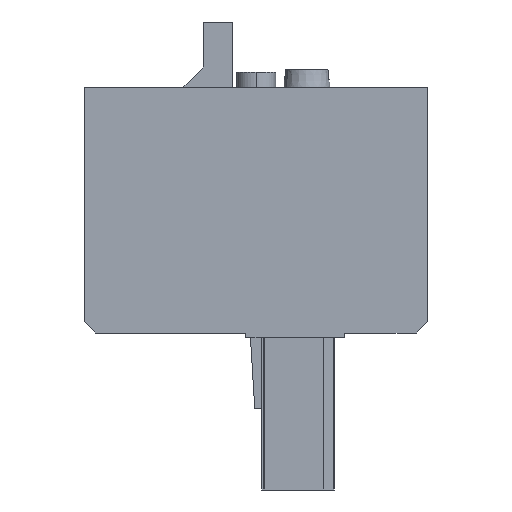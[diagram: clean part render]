
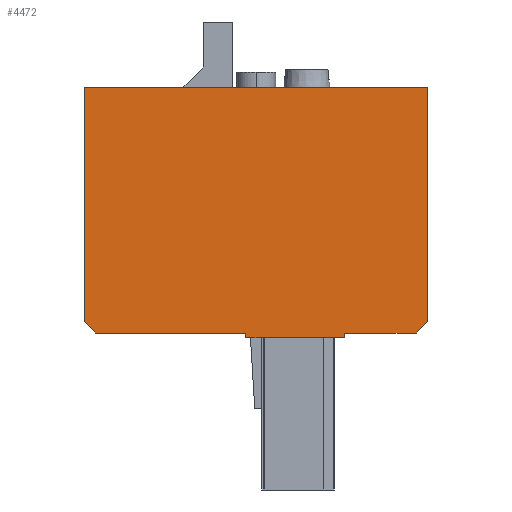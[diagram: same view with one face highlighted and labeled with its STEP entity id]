
A CAD part, left-side view. The second image highlights one B-rep face of the part: STEP entity #4472.
In plain terms, the highlighted planar face has unit normal (-1, 0, 0).
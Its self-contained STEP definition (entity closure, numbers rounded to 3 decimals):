
#4404=AXIS2_PLACEMENT_3D('Plane Axis2P3D',#4401,#4402,#4403) ;
#3330=CARTESIAN_POINT('Vertex',(0.,35.05,41.05)) ;
#3333=CARTESIAN_POINT('Line Origine',(0.,17.525,41.05)) ;
#3337=CARTESIAN_POINT('Vertex',(0.,0.,41.05)) ;
#4109=CARTESIAN_POINT('Line Origine',(0.,35.05,29.125)) ;
#4113=CARTESIAN_POINT('Vertex',(0.,35.05,17.2)) ;
#4401=CARTESIAN_POINT('Axis2P3D Location',(0.,0.,0.)) ;
#4406=CARTESIAN_POINT('Line Origine',(0.,0.,29.125)) ;
#4410=CARTESIAN_POINT('Vertex',(0.,0.,17.2)) ;
#4413=CARTESIAN_POINT('Line Origine',(0.,34.45,16.6)) ;
#4417=CARTESIAN_POINT('Vertex',(0.,33.85,16.)) ;
#4420=CARTESIAN_POINT('Line Origine',(0.,26.2,16.)) ;
#4424=CARTESIAN_POINT('Vertex',(0.,18.55,16.)) ;
#4427=CARTESIAN_POINT('Line Origine',(0.,18.55,15.75)) ;
#4431=CARTESIAN_POINT('Vertex',(0.,18.55,15.5)) ;
#4434=CARTESIAN_POINT('Line Origine',(0.,13.525,15.5)) ;
#4438=CARTESIAN_POINT('Vertex',(0.,8.5,15.5)) ;
#4441=CARTESIAN_POINT('Line Origine',(0.,8.5,15.75)) ;
#4445=CARTESIAN_POINT('Vertex',(0.,8.5,16.)) ;
#4448=CARTESIAN_POINT('Line Origine',(0.,4.85,16.)) ;
#4452=CARTESIAN_POINT('Vertex',(0.,1.2,16.)) ;
#4455=CARTESIAN_POINT('Line Origine',(0.,0.6,16.6)) ;
#3334=DIRECTION('Vector Direction',(0.,1.,0.)) ;
#4110=DIRECTION('Vector Direction',(0.,0.,-1.)) ;
#4402=DIRECTION('Axis2P3D Direction',(-1.,0.,0.)) ;
#4403=DIRECTION('Axis2P3D XDirection',(0.,0.,1.)) ;
#4407=DIRECTION('Vector Direction',(0.,0.,1.)) ;
#4414=DIRECTION('Vector Direction',(0.,-0.707,-0.707)) ;
#4421=DIRECTION('Vector Direction',(0.,-1.,0.)) ;
#4428=DIRECTION('Vector Direction',(0.,0.,-1.)) ;
#4435=DIRECTION('Vector Direction',(0.,-1.,0.)) ;
#4442=DIRECTION('Vector Direction',(0.,0.,-1.)) ;
#4449=DIRECTION('Vector Direction',(0.,-1.,0.)) ;
#4456=DIRECTION('Vector Direction',(0.,-0.707,0.707)) ;
#3335=VECTOR('Line Direction',#3334,1.) ;
#4111=VECTOR('Line Direction',#4110,1.) ;
#4408=VECTOR('Line Direction',#4407,1.) ;
#4415=VECTOR('Line Direction',#4414,1.) ;
#4422=VECTOR('Line Direction',#4421,1.) ;
#4429=VECTOR('Line Direction',#4428,1.) ;
#4436=VECTOR('Line Direction',#4435,1.) ;
#4443=VECTOR('Line Direction',#4442,1.) ;
#4450=VECTOR('Line Direction',#4449,1.) ;
#4457=VECTOR('Line Direction',#4456,1.) ;
#4461=ORIENTED_EDGE('',*,*,#4412,.T.) ;
#4462=ORIENTED_EDGE('',*,*,#3339,.T.) ;
#4463=ORIENTED_EDGE('',*,*,#4115,.T.) ;
#4464=ORIENTED_EDGE('',*,*,#4419,.T.) ;
#4465=ORIENTED_EDGE('',*,*,#4426,.T.) ;
#4466=ORIENTED_EDGE('',*,*,#4433,.T.) ;
#4467=ORIENTED_EDGE('',*,*,#4440,.T.) ;
#4468=ORIENTED_EDGE('',*,*,#4447,.T.) ;
#4469=ORIENTED_EDGE('',*,*,#4454,.T.) ;
#4470=ORIENTED_EDGE('',*,*,#4459,.T.) ;
#4472=ADVANCED_FACE('HOUSING',(#4471),#4405,.T.) ;
#3339=EDGE_CURVE('',#3338,#3331,#3336,.T.) ;
#4115=EDGE_CURVE('',#3331,#4114,#4112,.T.) ;
#4412=EDGE_CURVE('',#4411,#3338,#4409,.T.) ;
#4419=EDGE_CURVE('',#4114,#4418,#4416,.T.) ;
#4426=EDGE_CURVE('',#4418,#4425,#4423,.T.) ;
#4433=EDGE_CURVE('',#4425,#4432,#4430,.T.) ;
#4440=EDGE_CURVE('',#4432,#4439,#4437,.T.) ;
#4447=EDGE_CURVE('',#4439,#4446,#4444,.F.) ;
#4454=EDGE_CURVE('',#4446,#4453,#4451,.T.) ;
#4459=EDGE_CURVE('',#4453,#4411,#4458,.T.) ;
#4460=EDGE_LOOP('',(#4461,#4462,#4463,#4464,#4465,#4466,#4467,#4468,#4469,#4470)) ;
#4471=FACE_OUTER_BOUND('',#4460,.T.) ;
#3336=LINE('Line',#3333,#3335) ;
#4112=LINE('Line',#4109,#4111) ;
#4409=LINE('Line',#4406,#4408) ;
#4416=LINE('Line',#4413,#4415) ;
#4423=LINE('Line',#4420,#4422) ;
#4430=LINE('Line',#4427,#4429) ;
#4437=LINE('Line',#4434,#4436) ;
#4444=LINE('Line',#4441,#4443) ;
#4451=LINE('Line',#4448,#4450) ;
#4458=LINE('Line',#4455,#4457) ;
#4405=PLANE('',#4404) ;
#3331=VERTEX_POINT('',#3330) ;
#3338=VERTEX_POINT('',#3337) ;
#4114=VERTEX_POINT('',#4113) ;
#4411=VERTEX_POINT('',#4410) ;
#4418=VERTEX_POINT('',#4417) ;
#4425=VERTEX_POINT('',#4424) ;
#4432=VERTEX_POINT('',#4431) ;
#4439=VERTEX_POINT('',#4438) ;
#4446=VERTEX_POINT('',#4445) ;
#4453=VERTEX_POINT('',#4452) ;
